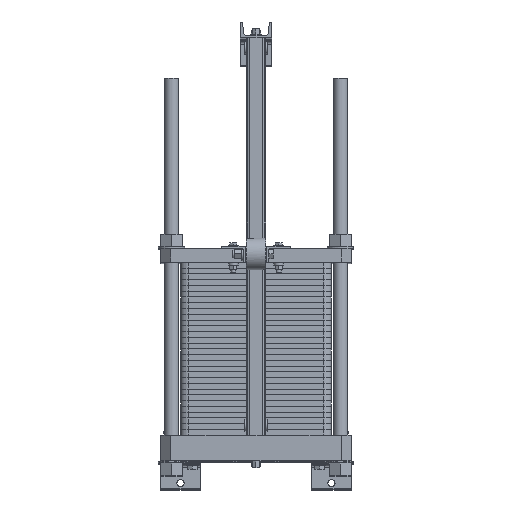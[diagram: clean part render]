
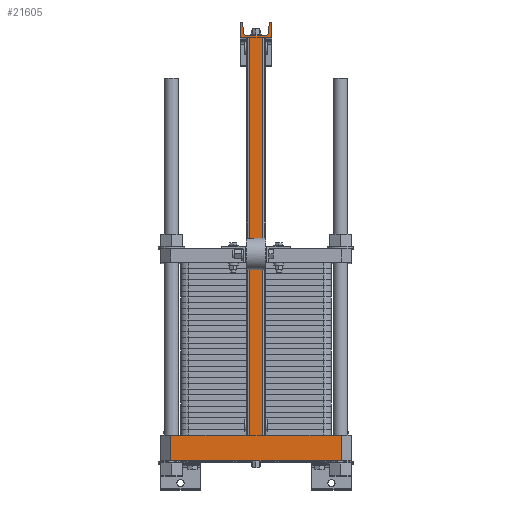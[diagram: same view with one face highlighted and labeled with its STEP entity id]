
A CAD part, top view. The second image highlights one B-rep face of the part: STEP entity #21605.
In plain terms, the highlighted planar face has unit normal (0, 0, 1).
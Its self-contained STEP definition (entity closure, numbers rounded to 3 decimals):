
#3024=LINE('',#32502,#5442);
#3038=LINE('',#32632,#5456);
#3039=LINE('',#32634,#5457);
#3040=LINE('',#32636,#5458);
#3041=LINE('',#32638,#5459);
#3042=LINE('',#32640,#5460);
#3043=LINE('',#32642,#5461);
#3044=LINE('',#32644,#5462);
#3045=LINE('',#32646,#5463);
#3046=LINE('',#32648,#5464);
#3047=LINE('',#32652,#5465);
#3048=LINE('',#32656,#5466);
#3049=LINE('',#32660,#5467);
#3050=LINE('',#32664,#5468);
#3051=LINE('',#32666,#5469);
#3052=LINE('',#32667,#5470);
#5442=VECTOR('',#25180,1.);
#5456=VECTOR('',#25268,10.);
#5457=VECTOR('',#25269,10.);
#5458=VECTOR('',#25270,10.);
#5459=VECTOR('',#25271,10.);
#5460=VECTOR('',#25272,10.);
#5461=VECTOR('',#25273,10.);
#5462=VECTOR('',#25274,10.);
#5463=VECTOR('',#25275,10.);
#5464=VECTOR('',#25276,10.);
#5465=VECTOR('',#25279,10.);
#5466=VECTOR('',#25282,10.);
#5467=VECTOR('',#25285,10.);
#5468=VECTOR('',#25288,10.);
#5469=VECTOR('',#25289,10.);
#5470=VECTOR('',#25290,10.);
#7836=PLANE('',#22725);
#8910=FACE_OUTER_BOUND('',#9953,.T.);
#9953=EDGE_LOOP('',(#16779,#16780,#16781,#16782,#16783,#16784,#16785,#16786,
#16787,#16788,#16789,#16790,#16791,#16792,#16793,#16794,#16795,#16796,#16797,
#16798));
#11297=CIRCLE('',#22726,4.);
#11298=CIRCLE('',#22727,8.);
#11299=CIRCLE('',#22728,8.);
#11300=CIRCLE('',#22729,4.);
#12651=VERTEX_POINT('',#32499);
#12652=VERTEX_POINT('',#32501);
#12683=VERTEX_POINT('',#32631);
#12684=VERTEX_POINT('',#32633);
#12685=VERTEX_POINT('',#32635);
#12686=VERTEX_POINT('',#32637);
#12687=VERTEX_POINT('',#32639);
#12688=VERTEX_POINT('',#32641);
#12689=VERTEX_POINT('',#32643);
#12690=VERTEX_POINT('',#32645);
#12691=VERTEX_POINT('',#32647);
#12692=VERTEX_POINT('',#32649);
#12693=VERTEX_POINT('',#32651);
#12694=VERTEX_POINT('',#32653);
#12695=VERTEX_POINT('',#32655);
#12696=VERTEX_POINT('',#32657);
#12697=VERTEX_POINT('',#32659);
#12698=VERTEX_POINT('',#32661);
#12699=VERTEX_POINT('',#32663);
#12700=VERTEX_POINT('',#32665);
#14303=EDGE_CURVE('',#12652,#12651,#3024,.T.);
#14343=EDGE_CURVE('',#12651,#12683,#3038,.T.);
#14344=EDGE_CURVE('',#12683,#12684,#3039,.T.);
#14345=EDGE_CURVE('',#12685,#12684,#3040,.T.);
#14346=EDGE_CURVE('',#12686,#12685,#3041,.T.);
#14347=EDGE_CURVE('',#12686,#12687,#3042,.T.);
#14348=EDGE_CURVE('',#12687,#12688,#3043,.T.);
#14349=EDGE_CURVE('',#12688,#12689,#3044,.T.);
#14350=EDGE_CURVE('',#12689,#12690,#3045,.T.);
#14351=EDGE_CURVE('',#12690,#12691,#3046,.T.);
#14352=EDGE_CURVE('',#12691,#12692,#11297,.T.);
#14353=EDGE_CURVE('',#12692,#12693,#3047,.T.);
#14354=EDGE_CURVE('',#12693,#12694,#11298,.T.);
#14355=EDGE_CURVE('',#12694,#12695,#3048,.T.);
#14356=EDGE_CURVE('',#12695,#12696,#11299,.T.);
#14357=EDGE_CURVE('',#12696,#12697,#3049,.T.);
#14358=EDGE_CURVE('',#12697,#12698,#11300,.T.);
#14359=EDGE_CURVE('',#12698,#12699,#3050,.T.);
#14360=EDGE_CURVE('',#12699,#12700,#3051,.T.);
#14361=EDGE_CURVE('',#12700,#12652,#3052,.T.);
#16779=ORIENTED_EDGE('',*,*,#14303,.T.);
#16780=ORIENTED_EDGE('',*,*,#14343,.T.);
#16781=ORIENTED_EDGE('',*,*,#14344,.T.);
#16782=ORIENTED_EDGE('',*,*,#14345,.F.);
#16783=ORIENTED_EDGE('',*,*,#14346,.F.);
#16784=ORIENTED_EDGE('',*,*,#14347,.T.);
#16785=ORIENTED_EDGE('',*,*,#14348,.T.);
#16786=ORIENTED_EDGE('',*,*,#14349,.T.);
#16787=ORIENTED_EDGE('',*,*,#14350,.T.);
#16788=ORIENTED_EDGE('',*,*,#14351,.T.);
#16789=ORIENTED_EDGE('',*,*,#14352,.T.);
#16790=ORIENTED_EDGE('',*,*,#14353,.T.);
#16791=ORIENTED_EDGE('',*,*,#14354,.T.);
#16792=ORIENTED_EDGE('',*,*,#14355,.T.);
#16793=ORIENTED_EDGE('',*,*,#14356,.T.);
#16794=ORIENTED_EDGE('',*,*,#14357,.T.);
#16795=ORIENTED_EDGE('',*,*,#14358,.T.);
#16796=ORIENTED_EDGE('',*,*,#14359,.T.);
#16797=ORIENTED_EDGE('',*,*,#14360,.T.);
#16798=ORIENTED_EDGE('',*,*,#14361,.T.);
#21605=ADVANCED_FACE('',(#8910),#7836,.T.);
#22725=AXIS2_PLACEMENT_3D('',#32630,#25266,#25267);
#22726=AXIS2_PLACEMENT_3D('',#32650,#25277,#25278);
#22727=AXIS2_PLACEMENT_3D('',#32654,#25280,#25281);
#22728=AXIS2_PLACEMENT_3D('',#32658,#25283,#25284);
#22729=AXIS2_PLACEMENT_3D('',#32662,#25286,#25287);
#25180=DIRECTION('',(0.,-1.,0.));
#25266=DIRECTION('center_axis',(0.,0.,
1.));
#25267=DIRECTION('ref_axis',(-1.,0.,0.));
#25268=DIRECTION('',(-1.,0.,0.));
#25269=DIRECTION('',(0.,-1.,0.));
#25270=DIRECTION('',(-1.,0.,0.));
#25271=DIRECTION('',(0.,-1.,0.));
#25272=DIRECTION('',(-1.,0.,0.));
#25273=DIRECTION('',(0.,1.,0.));
#25274=DIRECTION('',(1.,0.,0.));
#25275=DIRECTION('',(0.,1.,0.));
#25276=DIRECTION('',(-1.,0.,0.));
#25277=DIRECTION('center_axis',(0.,0.,1.));
#25278=DIRECTION('ref_axis',(0.,1.,0.));
#25279=DIRECTION('',(-0.091,-0.996,0.));
#25280=DIRECTION('center_axis',(0.,0.,-1.));
#25281=DIRECTION('ref_axis',(0.,1.,0.));
#25282=DIRECTION('',(-1.,0.,0.));
#25283=DIRECTION('center_axis',(0.,0.,-1.));
#25284=DIRECTION('ref_axis',(0.996,0.091,0.));
#25285=DIRECTION('',(-0.091,0.996,0.));
#25286=DIRECTION('center_axis',(0.,0.,1.));
#25287=DIRECTION('ref_axis',(0.996,0.091,0.));
#25288=DIRECTION('',(-1.,0.,0.));
#25289=DIRECTION('',(0.,-1.,0.));
#25290=DIRECTION('',(1.,0.,0.));
#32499=CARTESIAN_POINT('',(-16.2,0.,1754.));
#32501=CARTESIAN_POINT('',(-16.2,1000.,1754.));
#32502=CARTESIAN_POINT('',(-16.2,761.,1754.));
#32630=CARTESIAN_POINT('Origin',(215.,0.,1754.));
#32631=CARTESIAN_POINT('',(-215.,0.,1754.));
#32632=CARTESIAN_POINT('',(215.,0.,1754.));
#32633=CARTESIAN_POINT('',(-215.,-65.,1754.));
#32634=CARTESIAN_POINT('',(-215.,0.,1754.));
#32635=CARTESIAN_POINT('',(215.,-65.,1754.));
#32636=CARTESIAN_POINT('',(215.,-65.,1754.));
#32637=CARTESIAN_POINT('',(215.,0.,1754.));
#32638=CARTESIAN_POINT('',(215.,0.,1754.));
#32639=CARTESIAN_POINT('',(16.2,0.,1754.));
#32640=CARTESIAN_POINT('',(215.,0.,1754.));
#32641=CARTESIAN_POINT('',(16.2,1000.,1754.));
#32642=CARTESIAN_POINT('',(16.2,0.,1754.));
#32643=CARTESIAN_POINT('',(40.,1000.,1754.));
#32644=CARTESIAN_POINT('',(-40.,1000.,1754.));
#32645=CARTESIAN_POINT('',(40.,1040.,1754.));
#32646=CARTESIAN_POINT('',(40.,1000.,1754.));
#32647=CARTESIAN_POINT('',(37.45,1040.,1754.));
#32648=CARTESIAN_POINT('',(40.,1040.,1754.));
#32649=CARTESIAN_POINT('',(33.466,1036.366,1754.));
#32650=CARTESIAN_POINT('Origin',(37.45,1036.,1754.));
#32651=CARTESIAN_POINT('',(31.347,1013.269,1754.));
#32652=CARTESIAN_POINT('',(33.466,1036.366,1754.));
#32653=CARTESIAN_POINT('',(23.381,1006.,1754.));
#32654=CARTESIAN_POINT('Origin',(23.381,1014.,1754.));
#32655=CARTESIAN_POINT('',(-23.381,1006.,1754.));
#32656=CARTESIAN_POINT('',(23.381,1006.,1754.));
#32657=CARTESIAN_POINT('',(-31.347,1013.269,1754.));
#32658=CARTESIAN_POINT('Origin',(-23.381,1014.,1754.));
#32659=CARTESIAN_POINT('',(-33.466,1036.366,1754.));
#32660=CARTESIAN_POINT('',(-31.347,1013.269,1754.));
#32661=CARTESIAN_POINT('',(-37.45,1040.,1754.));
#32662=CARTESIAN_POINT('Origin',(-37.45,1036.,1754.));
#32663=CARTESIAN_POINT('',(-40.,1040.,1754.));
#32664=CARTESIAN_POINT('',(-37.45,1040.,1754.));
#32665=CARTESIAN_POINT('',(-40.,1000.,1754.));
#32666=CARTESIAN_POINT('',(-40.,1040.,1754.));
#32667=CARTESIAN_POINT('',(-40.,1000.,1754.));
